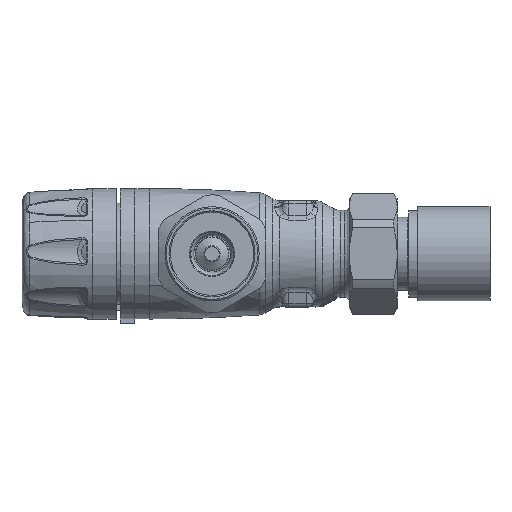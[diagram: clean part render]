
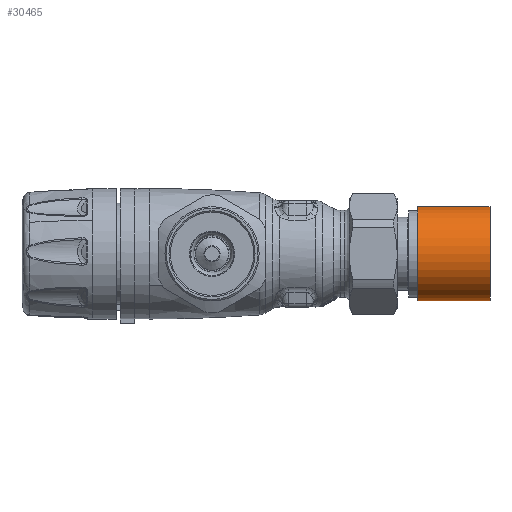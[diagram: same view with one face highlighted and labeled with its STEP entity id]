
A CAD part, left-side view. The second image highlights one B-rep face of the part: STEP entity #30465.
In plain terms, the highlighted cylindrical face has radius 16.256 mm (diameter 32.512 mm), a full revolution.
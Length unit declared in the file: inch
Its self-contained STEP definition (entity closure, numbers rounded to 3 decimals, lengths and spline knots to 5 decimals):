
#3077=FACE_OUTER_BOUND('',#4950,.T.);
#4950=EDGE_LOOP('',(#23518,#23519,#23520,#23521));
#6684=CIRCLE('',#33055,0.64);
#6685=CIRCLE('',#33056,0.64);
#7993=LINE('',#88535,#9563);
#9563=VECTOR('',#38800,0.64);
#12729=VERTEX_POINT('',#88532);
#12730=VERTEX_POINT('',#88534);
#16505=EDGE_CURVE('',#12729,#12729,#6684,.T.);
#16506=EDGE_CURVE('',#12729,#12730,#7993,.T.);
#16507=EDGE_CURVE('',#12730,#12730,#6685,.T.);
#23518=ORIENTED_EDGE('',*,*,#16505,.F.);
#23519=ORIENTED_EDGE('',*,*,#16506,.T.);
#23520=ORIENTED_EDGE('',*,*,#16507,.F.);
#23521=ORIENTED_EDGE('',*,*,#16506,.F.);
#27333=CYLINDRICAL_SURFACE('',#33054,0.64);
#30465=ADVANCED_FACE('',(#3077),#27333,.T.);
#33054=AXIS2_PLACEMENT_3D('',#88531,#38796,#38797);
#33055=AXIS2_PLACEMENT_3D('',#88533,#38798,#38799);
#33056=AXIS2_PLACEMENT_3D('',#88536,#38801,#38802);
#38796=DIRECTION('center_axis',(0.,1.,0.));
#38797=DIRECTION('ref_axis',(-1.,0.,0.));
#38798=DIRECTION('center_axis',(0.,1.,0.));
#38799=DIRECTION('ref_axis',(-1.,0.,0.));
#38800=DIRECTION('',(0.,-1.,0.));
#38801=DIRECTION('center_axis',(0.,-1.,0.));
#38802=DIRECTION('ref_axis',(-1.,0.,0.));
#88531=CARTESIAN_POINT('Origin',(0.,-3.77472,0.));
#88532=CARTESIAN_POINT('',(0.64,-2.79472,0.));
#88533=CARTESIAN_POINT('Origin',(0.,-2.79472,0.));
#88534=CARTESIAN_POINT('',(0.64,-3.77472,0.));
#88535=CARTESIAN_POINT('',(0.64,-3.77472,0.));
#88536=CARTESIAN_POINT('Origin',(0.,-3.77472,0.));
